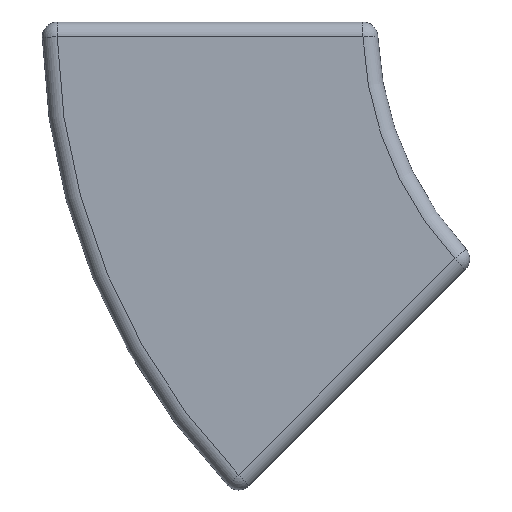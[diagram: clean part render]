
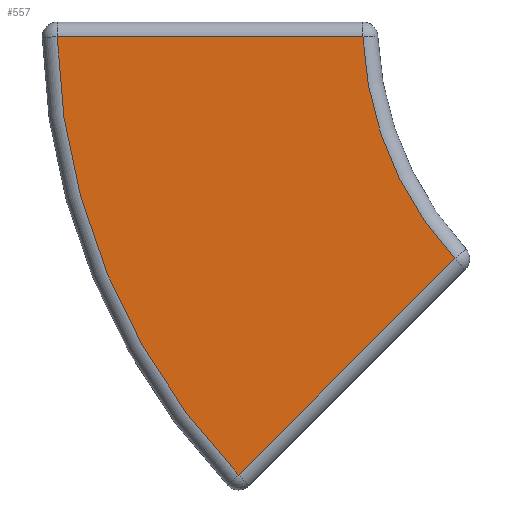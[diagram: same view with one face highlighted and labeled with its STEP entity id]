
A CAD part, top view. The second image highlights one B-rep face of the part: STEP entity #557.
In plain terms, the highlighted planar face has unit normal (0, 0, 1).
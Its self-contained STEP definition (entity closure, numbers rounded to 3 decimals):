
#66=LINE('',#1016,#100);
#72=LINE('',#1031,#106);
#100=VECTOR('',#833,10.);
#106=VECTOR('',#857,10.);
#117=PLANE('',#672);
#149=FACE_OUTER_BOUND('',#184,.T.);
#184=EDGE_LOOP('',(#512,#513,#514,#515));
#230=CIRCLE('',#662,47.);
#232=CIRCLE('',#666,88.);
#274=VERTEX_POINT('',#987);
#277=VERTEX_POINT('',#994);
#279=VERTEX_POINT('',#999);
#281=VERTEX_POINT('',#1005);
#351=EDGE_CURVE('',#279,#281,#66,.T.);
#353=EDGE_CURVE('',#281,#277,#230,.T.);
#357=EDGE_CURVE('',#274,#279,#232,.T.);
#361=EDGE_CURVE('',#277,#274,#72,.T.);
#512=ORIENTED_EDGE('',*,*,#351,.F.);
#513=ORIENTED_EDGE('',*,*,#357,.F.);
#514=ORIENTED_EDGE('',*,*,#361,.F.);
#515=ORIENTED_EDGE('',*,*,#353,.F.);
#557=ADVANCED_FACE('',(#149),#117,.T.);
#662=AXIS2_PLACEMENT_3D('',#1019,#838,#839);
#666=AXIS2_PLACEMENT_3D('',#1025,#848,#849);
#672=AXIS2_PLACEMENT_3D('',#1037,#866,#867);
#833=DIRECTION('',(1.,0.,0.));
#838=DIRECTION('center_axis',(0.,0.,1.));
#839=DIRECTION('ref_axis',(-0.924,-0.383,0.));
#848=DIRECTION('center_axis',(0.,0.,-1.));
#849=DIRECTION('ref_axis',(-0.924,-0.383,0.));
#857=DIRECTION('',(-0.707,-0.707,0.));
#866=DIRECTION('center_axis',(0.,0.,1.));
#867=DIRECTION('ref_axis',(1.,0.,0.));
#987=CARTESIAN_POINT('',(-1.262,-34.964,2.5));
#994=CARTESIAN_POINT('',(27.744,-5.959,2.5));
#999=CARTESIAN_POINT('',(-25.615,23.831,2.5));
#1005=CARTESIAN_POINT('',(15.404,23.831,2.5));
#1016=CARTESIAN_POINT('',(-14.031,23.831,2.5));
#1019=CARTESIAN_POINT('Origin',(62.362,25.831,2.5));
#1025=CARTESIAN_POINT('Origin',(62.362,25.831,2.5));
#1031=CARTESIAN_POINT('',(22.84,-10.862,2.5));
#1037=CARTESIAN_POINT('Origin',(-0.423,-0.175,2.5));
